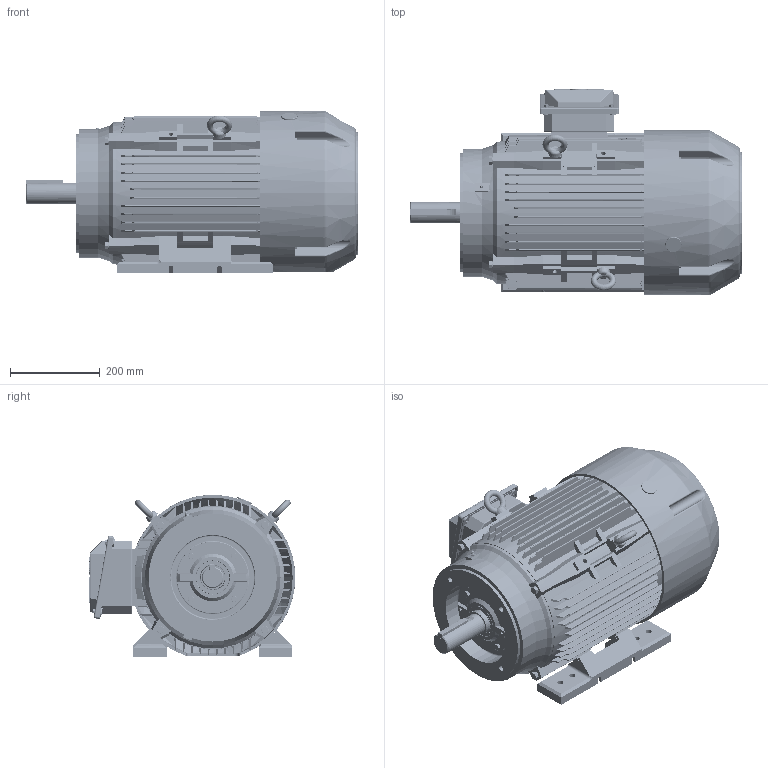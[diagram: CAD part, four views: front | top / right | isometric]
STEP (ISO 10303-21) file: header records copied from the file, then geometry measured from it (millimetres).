
FILE_DESCRIPTION (( 'STEP AP203' ), '1' );
FILE_NAME ('TFCR 286T KicCｷｨﾀｼ ﾍ簟ﾎﾍｼF1.STEP', '2017-03-16T05:21:08', ( 'ﾎ｢ﾈ橆ﾃｻｧ' ), ( 'ﾎ｢ﾈ晥ｫﾋｾ' ), 'SwSTEP 2.0', 'SolidWorks 2008', '' );
FILE_SCHEMA (( 'CONFIG_CONTROL_DESIGN' ));
Products named in the file (30): 286T转轴_默认; 6311_默认; 8_默认; 10_默认; M10-35_默认; 吊环M12_默认; 250-280T 装配体A_默认; 280T 平键_默认; TX 180铸铁风罩3_默认; 250-280T接线盒座垫_默认; TC 180L B5机座_默认; TFCR 286T KicC楊擘 俋倛芞F1; NEMA 286T 底脚_默认; TC 180 轴承外盖NDE_默认; TC 180 B3 后端盖_默认; 286T 转子_默认; NEMA TFC 280TC法兰_默认; TC 180 轴承外盖DE_默认; TC 180 轴承内盖_默认; 油封55-75-8_默认; M8-65_默认; 铜油嘴_默认; IE2 180-4P风叶_默认; 扣塞_默认; 新NEMA280T接线盒座A_默认; 新NEMA250T接线盒盖A_默认; NEMA 250-280接线盒盖垫_默认; M6-10_默认; 180后端盖螺栓_默认; hexagon head bolts-full thread gb_GB_FASTENER_BOLT_STBAB A M8X20-N
Assembly tree (56 placements, depth 3):
  TFCR 286T KicC楊擘 俋倛芞F1
    油封55-75-8_默认  x2
    M10-35_默认  x4
    10_默认  x4
    8_默认  x4
    铜油嘴_默认  x2
    扣塞_默认
    M8-65_默认  x4
    250-280T接线盒座垫_默认
    180后端盖螺栓_默认  x4
    hexagon head bolts-full thread gb_GB_FASTENER_BOLT_STBAB A M8X20-N  x4
    NEMA TFC 280TC法兰_默认
    TC 180 轴承内盖_默认  x2
    NEMA 286T 底脚_默认  x2
    280T 平键_默认
    TC 180 B3 后端盖_默认
    286T 转子_默认
      6311_默认  x2
      286T转轴_默认
    吊环M12_默认  x2
    TC 180 轴承外盖NDE_默认
    TC 180L B5机座_默认
    TC 180 轴承外盖DE_默认
    IE2 180-4P风叶_默认
    250-280T 装配体A_默认
      新NEMA250T接线盒盖A_默认
      NEMA 250-280接线盒盖垫_默认
      M6-10_默认  x4
      新NEMA280T接线盒座A_默认
    TX 180铸铁风罩3_默认
Bounding box: 741.15 x 461.51 x 362.33 mm (x, y, z)
Volume: 13929732.2 mm3; surface area: 3543793.6 mm2
Topology: 56 solids, 56 shells, 5194 faces, 13625 edges, 8492 vertices
Faces by surface type: plane 1973, cylinder 1603, torus 730, cone 417, bspline 349, sphere 122
Entity records: 164398 total; most frequent: CARTESIAN_POINT 55313, ORIENTED_EDGE 22538, DIRECTION 21539, EDGE_CURVE 11269, AXIS2_PLACEMENT_3D 8172, VERTEX_POINT 7028, LINE 5195, VECTOR 5195
